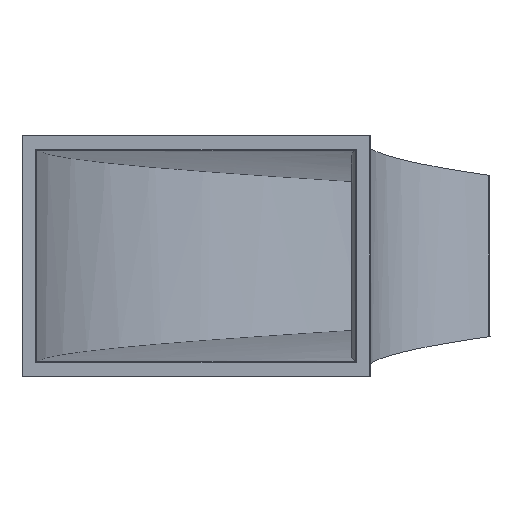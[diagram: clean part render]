
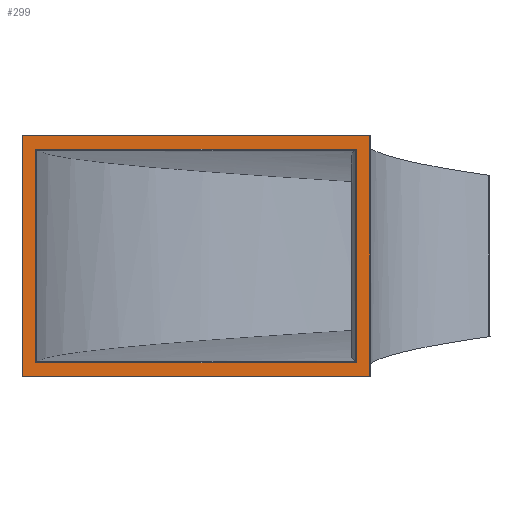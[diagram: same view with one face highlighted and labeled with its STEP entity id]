
A CAD part, left-side view. The second image highlights one B-rep face of the part: STEP entity #299.
In plain terms, the highlighted planar face has unit normal (-1, 0, 0).
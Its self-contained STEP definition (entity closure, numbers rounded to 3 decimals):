
#37 = VERTEX_POINT('',#38);
#38 = CARTESIAN_POINT('',(0.,325.,225.));
#47 = PLANE('',#48);
#48 = AXIS2_PLACEMENT_3D('',#49,#50,#51);
#49 = CARTESIAN_POINT('',(0.,325.,225.));
#50 = DIRECTION('',(0.,0.,-1.));
#51 = DIRECTION('',(0.,-1.,0.));
#59 = PLANE('',#60);
#60 = AXIS2_PLACEMENT_3D('',#61,#62,#63);
#61 = CARTESIAN_POINT('',(0.,325.,-225.));
#62 = DIRECTION('',(0.,-1.,0.));
#63 = DIRECTION('',(0.,0.,1.));
#100 = VERTEX_POINT('',#101);
#101 = CARTESIAN_POINT('',(0.,-325.,225.));
#115 = PLANE('',#116);
#116 = AXIS2_PLACEMENT_3D('',#117,#118,#119);
#117 = CARTESIAN_POINT('',(0.,-325.,225.));
#118 = DIRECTION('',(0.,1.,0.));
#119 = DIRECTION('',(0.,0.,-1.));
#127 = EDGE_CURVE('',#37,#100,#128,.T.);
#128 = SURFACE_CURVE('',#129,(#133,#140),.PCURVE_S1.);
#129 = LINE('',#130,#131);
#130 = CARTESIAN_POINT('',(0.,325.,225.));
#131 = VECTOR('',#132,1.);
#132 = DIRECTION('',(0.,-1.,0.));
#133 = PCURVE('',#47,#134);
#134 = DEFINITIONAL_REPRESENTATION('',(#135),#139);
#135 = LINE('',#136,#137);
#136 = CARTESIAN_POINT('',(0.,0.));
#137 = VECTOR('',#138,1.);
#138 = DIRECTION('',(1.,0.));
#139 = ( GEOMETRIC_REPRESENTATION_CONTEXT(2) 
PARAMETRIC_REPRESENTATION_CONTEXT() REPRESENTATION_CONTEXT('2D SPACE',''
  ) );
#140 = PCURVE('',#141,#146);
#141 = PLANE('',#142);
#142 = AXIS2_PLACEMENT_3D('',#143,#144,#145);
#143 = CARTESIAN_POINT('',(0.,325.,225.));
#144 = DIRECTION('',(-1.,0.,0.));
#145 = DIRECTION('',(0.,0.,-1.));
#146 = DEFINITIONAL_REPRESENTATION('',(#147),#151);
#147 = LINE('',#148,#149);
#148 = CARTESIAN_POINT('',(0.,0.));
#149 = VECTOR('',#150,1.);
#150 = DIRECTION('',(0.,1.));
#151 = ( GEOMETRIC_REPRESENTATION_CONTEXT(2) 
PARAMETRIC_REPRESENTATION_CONTEXT() REPRESENTATION_CONTEXT('2D SPACE',''
  ) );
#157 = VERTEX_POINT('',#158);
#158 = CARTESIAN_POINT('',(0.,325.,-225.));
#174 = PLANE('',#175);
#175 = AXIS2_PLACEMENT_3D('',#176,#177,#178);
#176 = CARTESIAN_POINT('',(0.,-325.,-225.));
#177 = DIRECTION('',(0.,0.,1.));
#178 = DIRECTION('',(0.,1.,0.));
#208 = EDGE_CURVE('',#157,#37,#209,.T.);
#209 = SURFACE_CURVE('',#210,(#214,#221),.PCURVE_S1.);
#210 = LINE('',#211,#212);
#211 = CARTESIAN_POINT('',(0.,325.,-225.));
#212 = VECTOR('',#213,1.);
#213 = DIRECTION('',(0.,0.,1.));
#214 = PCURVE('',#59,#215);
#215 = DEFINITIONAL_REPRESENTATION('',(#216),#220);
#216 = LINE('',#217,#218);
#217 = CARTESIAN_POINT('',(0.,0.));
#218 = VECTOR('',#219,1.);
#219 = DIRECTION('',(1.,0.));
#220 = ( GEOMETRIC_REPRESENTATION_CONTEXT(2) 
PARAMETRIC_REPRESENTATION_CONTEXT() REPRESENTATION_CONTEXT('2D SPACE',''
  ) );
#221 = PCURVE('',#141,#222);
#222 = DEFINITIONAL_REPRESENTATION('',(#223),#227);
#223 = LINE('',#224,#225);
#224 = CARTESIAN_POINT('',(450.,0.));
#225 = VECTOR('',#226,1.);
#226 = DIRECTION('',(-1.,0.));
#227 = ( GEOMETRIC_REPRESENTATION_CONTEXT(2) 
PARAMETRIC_REPRESENTATION_CONTEXT() REPRESENTATION_CONTEXT('2D SPACE',''
  ) );
#257 = VERTEX_POINT('',#258);
#258 = CARTESIAN_POINT('',(0.,-325.,-225.));
#279 = EDGE_CURVE('',#100,#257,#280,.T.);
#280 = SURFACE_CURVE('',#281,(#285,#292),.PCURVE_S1.);
#281 = LINE('',#282,#283);
#282 = CARTESIAN_POINT('',(0.,-325.,225.));
#283 = VECTOR('',#284,1.);
#284 = DIRECTION('',(0.,0.,-1.));
#285 = PCURVE('',#115,#286);
#286 = DEFINITIONAL_REPRESENTATION('',(#287),#291);
#287 = LINE('',#288,#289);
#288 = CARTESIAN_POINT('',(0.,0.));
#289 = VECTOR('',#290,1.);
#290 = DIRECTION('',(1.,0.));
#291 = ( GEOMETRIC_REPRESENTATION_CONTEXT(2) 
PARAMETRIC_REPRESENTATION_CONTEXT() REPRESENTATION_CONTEXT('2D SPACE',''
  ) );
#292 = PCURVE('',#141,#293);
#293 = DEFINITIONAL_REPRESENTATION('',(#294),#298);
#294 = LINE('',#295,#296);
#295 = CARTESIAN_POINT('',(0.,650.));
#296 = VECTOR('',#297,1.);
#297 = DIRECTION('',(1.,0.));
#298 = ( GEOMETRIC_REPRESENTATION_CONTEXT(2) 
PARAMETRIC_REPRESENTATION_CONTEXT() REPRESENTATION_CONTEXT('2D SPACE',''
  ) );
#299 = ADVANCED_FACE('',(#300,#326),#141,.T.);
#300 = FACE_BOUND('',#301,.T.);
#301 = EDGE_LOOP('',(#302,#303,#304,#325));
#302 = ORIENTED_EDGE('',*,*,#127,.F.);
#303 = ORIENTED_EDGE('',*,*,#208,.F.);
#304 = ORIENTED_EDGE('',*,*,#305,.F.);
#305 = EDGE_CURVE('',#257,#157,#306,.T.);
#306 = SURFACE_CURVE('',#307,(#311,#318),.PCURVE_S1.);
#307 = LINE('',#308,#309);
#308 = CARTESIAN_POINT('',(0.,-325.,-225.));
#309 = VECTOR('',#310,1.);
#310 = DIRECTION('',(0.,1.,0.));
#311 = PCURVE('',#141,#312);
#312 = DEFINITIONAL_REPRESENTATION('',(#313),#317);
#313 = LINE('',#314,#315);
#314 = CARTESIAN_POINT('',(450.,650.));
#315 = VECTOR('',#316,1.);
#316 = DIRECTION('',(0.,-1.));
#317 = ( GEOMETRIC_REPRESENTATION_CONTEXT(2) 
PARAMETRIC_REPRESENTATION_CONTEXT() REPRESENTATION_CONTEXT('2D SPACE',''
  ) );
#318 = PCURVE('',#174,#319);
#319 = DEFINITIONAL_REPRESENTATION('',(#320),#324);
#320 = LINE('',#321,#322);
#321 = CARTESIAN_POINT('',(0.,0.));
#322 = VECTOR('',#323,1.);
#323 = DIRECTION('',(1.,0.));
#324 = ( GEOMETRIC_REPRESENTATION_CONTEXT(2) 
PARAMETRIC_REPRESENTATION_CONTEXT() REPRESENTATION_CONTEXT('2D SPACE',''
  ) );
#325 = ORIENTED_EDGE('',*,*,#279,.F.);
#326 = FACE_BOUND('',#327,.T.);
#327 = EDGE_LOOP('',(#328,#355,#380,#405));
#328 = ORIENTED_EDGE('',*,*,#329,.F.);
#329 = EDGE_CURVE('',#330,#332,#334,.T.);
#330 = VERTEX_POINT('',#331);
#331 = CARTESIAN_POINT('',(0.,-300.,200.));
#332 = VERTEX_POINT('',#333);
#333 = CARTESIAN_POINT('',(0.,300.,200.));
#334 = SURFACE_CURVE('',#335,(#338,#344),.PCURVE_S1.);
#335 = B_SPLINE_CURVE_WITH_KNOTS('',1,(#336,#337),.UNSPECIFIED.,.F.,.F.,
  (2,2),(0.,1.),.PIECEWISE_BEZIER_KNOTS.);
#336 = CARTESIAN_POINT('',(0.,-300.,200.));
#337 = CARTESIAN_POINT('',(0.,300.,200.));
#338 = PCURVE('',#141,#339);
#339 = DEFINITIONAL_REPRESENTATION('',(#340),#343);
#340 = B_SPLINE_CURVE_WITH_KNOTS('',1,(#341,#342),.UNSPECIFIED.,.F.,.F.,
  (2,2),(0.,1.),.PIECEWISE_BEZIER_KNOTS.);
#341 = CARTESIAN_POINT('',(25.,625.));
#342 = CARTESIAN_POINT('',(25.,25.));
#343 = ( GEOMETRIC_REPRESENTATION_CONTEXT(2) 
PARAMETRIC_REPRESENTATION_CONTEXT() REPRESENTATION_CONTEXT('2D SPACE',''
  ) );
#344 = PCURVE('',#345,#350);
#345 = PLANE('',#346);
#346 = AXIS2_PLACEMENT_3D('',#347,#348,#349);
#347 = CARTESIAN_POINT('',(0.,300.,200.));
#348 = DIRECTION('',(0.,0.,-1.));
#349 = DIRECTION('',(0.,-1.,0.));
#350 = DEFINITIONAL_REPRESENTATION('',(#351),#354);
#351 = B_SPLINE_CURVE_WITH_KNOTS('',1,(#352,#353),.UNSPECIFIED.,.F.,.F.,
  (2,2),(0.,1.),.PIECEWISE_BEZIER_KNOTS.);
#352 = CARTESIAN_POINT('',(600.,0.));
#353 = CARTESIAN_POINT('',(0.,0.));
#354 = ( GEOMETRIC_REPRESENTATION_CONTEXT(2) 
PARAMETRIC_REPRESENTATION_CONTEXT() REPRESENTATION_CONTEXT('2D SPACE',''
  ) );
#355 = ORIENTED_EDGE('',*,*,#356,.F.);
#356 = EDGE_CURVE('',#357,#330,#359,.T.);
#357 = VERTEX_POINT('',#358);
#358 = CARTESIAN_POINT('',(0.,-300.,-200.));
#359 = SURFACE_CURVE('',#360,(#363,#369),.PCURVE_S1.);
#360 = B_SPLINE_CURVE_WITH_KNOTS('',1,(#361,#362),.UNSPECIFIED.,.F.,.F.,
  (2,2),(3.,4.),.PIECEWISE_BEZIER_KNOTS.);
#361 = CARTESIAN_POINT('',(0.,-300.,-200.));
#362 = CARTESIAN_POINT('',(0.,-300.,200.));
#363 = PCURVE('',#141,#364);
#364 = DEFINITIONAL_REPRESENTATION('',(#365),#368);
#365 = B_SPLINE_CURVE_WITH_KNOTS('',1,(#366,#367),.UNSPECIFIED.,.F.,.F.,
  (2,2),(3.,4.),.PIECEWISE_BEZIER_KNOTS.);
#366 = CARTESIAN_POINT('',(425.,625.));
#367 = CARTESIAN_POINT('',(25.,625.));
#368 = ( GEOMETRIC_REPRESENTATION_CONTEXT(2) 
PARAMETRIC_REPRESENTATION_CONTEXT() REPRESENTATION_CONTEXT('2D SPACE',''
  ) );
#369 = PCURVE('',#370,#375);
#370 = PLANE('',#371);
#371 = AXIS2_PLACEMENT_3D('',#372,#373,#374);
#372 = CARTESIAN_POINT('',(0.,-300.,200.));
#373 = DIRECTION('',(0.,1.,0.));
#374 = DIRECTION('',(0.,0.,-1.));
#375 = DEFINITIONAL_REPRESENTATION('',(#376),#379);
#376 = B_SPLINE_CURVE_WITH_KNOTS('',1,(#377,#378),.UNSPECIFIED.,.F.,.F.,
  (2,2),(3.,4.),.PIECEWISE_BEZIER_KNOTS.);
#377 = CARTESIAN_POINT('',(400.,0.));
#378 = CARTESIAN_POINT('',(0.,0.));
#379 = ( GEOMETRIC_REPRESENTATION_CONTEXT(2) 
PARAMETRIC_REPRESENTATION_CONTEXT() REPRESENTATION_CONTEXT('2D SPACE',''
  ) );
#380 = ORIENTED_EDGE('',*,*,#381,.F.);
#381 = EDGE_CURVE('',#382,#357,#384,.T.);
#382 = VERTEX_POINT('',#383);
#383 = CARTESIAN_POINT('',(0.,300.,-200.));
#384 = SURFACE_CURVE('',#385,(#388,#394),.PCURVE_S1.);
#385 = B_SPLINE_CURVE_WITH_KNOTS('',1,(#386,#387),.UNSPECIFIED.,.F.,.F.,
  (2,2),(2.,3.),.PIECEWISE_BEZIER_KNOTS.);
#386 = CARTESIAN_POINT('',(0.,300.,-200.));
#387 = CARTESIAN_POINT('',(0.,-300.,-200.));
#388 = PCURVE('',#141,#389);
#389 = DEFINITIONAL_REPRESENTATION('',(#390),#393);
#390 = B_SPLINE_CURVE_WITH_KNOTS('',1,(#391,#392),.UNSPECIFIED.,.F.,.F.,
  (2,2),(2.,3.),.PIECEWISE_BEZIER_KNOTS.);
#391 = CARTESIAN_POINT('',(425.,25.));
#392 = CARTESIAN_POINT('',(425.,625.));
#393 = ( GEOMETRIC_REPRESENTATION_CONTEXT(2) 
PARAMETRIC_REPRESENTATION_CONTEXT() REPRESENTATION_CONTEXT('2D SPACE',''
  ) );
#394 = PCURVE('',#395,#400);
#395 = PLANE('',#396);
#396 = AXIS2_PLACEMENT_3D('',#397,#398,#399);
#397 = CARTESIAN_POINT('',(0.,-300.,-200.));
#398 = DIRECTION('',(0.,0.,1.));
#399 = DIRECTION('',(0.,1.,0.));
#400 = DEFINITIONAL_REPRESENTATION('',(#401),#404);
#401 = B_SPLINE_CURVE_WITH_KNOTS('',1,(#402,#403),.UNSPECIFIED.,.F.,.F.,
  (2,2),(2.,3.),.PIECEWISE_BEZIER_KNOTS.);
#402 = CARTESIAN_POINT('',(600.,0.));
#403 = CARTESIAN_POINT('',(0.,0.));
#404 = ( GEOMETRIC_REPRESENTATION_CONTEXT(2) 
PARAMETRIC_REPRESENTATION_CONTEXT() REPRESENTATION_CONTEXT('2D SPACE',''
  ) );
#405 = ORIENTED_EDGE('',*,*,#406,.F.);
#406 = EDGE_CURVE('',#332,#382,#407,.T.);
#407 = SURFACE_CURVE('',#408,(#411,#417),.PCURVE_S1.);
#408 = B_SPLINE_CURVE_WITH_KNOTS('',1,(#409,#410),.UNSPECIFIED.,.F.,.F.,
  (2,2),(1.,2.),.PIECEWISE_BEZIER_KNOTS.);
#409 = CARTESIAN_POINT('',(0.,300.,200.));
#410 = CARTESIAN_POINT('',(0.,300.,-200.));
#411 = PCURVE('',#141,#412);
#412 = DEFINITIONAL_REPRESENTATION('',(#413),#416);
#413 = B_SPLINE_CURVE_WITH_KNOTS('',1,(#414,#415),.UNSPECIFIED.,.F.,.F.,
  (2,2),(1.,2.),.PIECEWISE_BEZIER_KNOTS.);
#414 = CARTESIAN_POINT('',(25.,25.));
#415 = CARTESIAN_POINT('',(425.,25.));
#416 = ( GEOMETRIC_REPRESENTATION_CONTEXT(2) 
PARAMETRIC_REPRESENTATION_CONTEXT() REPRESENTATION_CONTEXT('2D SPACE',''
  ) );
#417 = PCURVE('',#418,#423);
#418 = PLANE('',#419);
#419 = AXIS2_PLACEMENT_3D('',#420,#421,#422);
#420 = CARTESIAN_POINT('',(0.,300.,-200.));
#421 = DIRECTION('',(0.,-1.,0.));
#422 = DIRECTION('',(0.,0.,1.));
#423 = DEFINITIONAL_REPRESENTATION('',(#424),#427);
#424 = B_SPLINE_CURVE_WITH_KNOTS('',1,(#425,#426),.UNSPECIFIED.,.F.,.F.,
  (2,2),(1.,2.),.PIECEWISE_BEZIER_KNOTS.);
#425 = CARTESIAN_POINT('',(400.,0.));
#426 = CARTESIAN_POINT('',(0.,0.));
#427 = ( GEOMETRIC_REPRESENTATION_CONTEXT(2) 
PARAMETRIC_REPRESENTATION_CONTEXT() REPRESENTATION_CONTEXT('2D SPACE',''
  ) );
